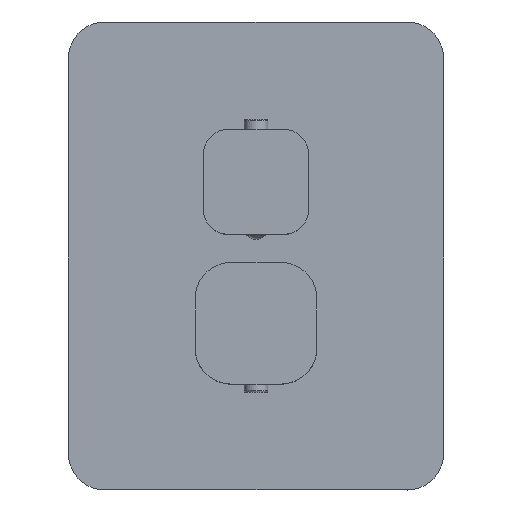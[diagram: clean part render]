
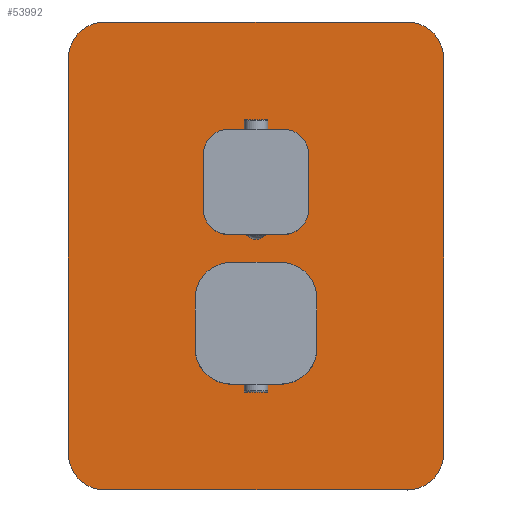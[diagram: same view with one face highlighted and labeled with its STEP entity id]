
A CAD part, top view. The second image highlights one B-rep face of the part: STEP entity #53992.
In plain terms, the highlighted planar face has unit normal (0, 0, 1).
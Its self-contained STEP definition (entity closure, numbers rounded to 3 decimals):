
#53713=CARTESIAN_POINT('',(-62.,87.2,92.));
#53714=DIRECTION('',(0.,0.,1.));
#53715=DIRECTION('',(0.,1.,0.));
#53716=AXIS2_PLACEMENT_3D('',#53713,#53714,#53715);
#53718=DIRECTION('',(-1.,0.,0.));
#53719=VECTOR('',#53718,124.);
#53720=CARTESIAN_POINT('',(62.,102.2,92.));
#53721=LINE('',#53720,#53719);
#53722=CARTESIAN_POINT('',(62.,87.2,92.));
#53723=DIRECTION('',(0.,0.,1.));
#53724=DIRECTION('',(1.,0.,0.));
#53725=AXIS2_PLACEMENT_3D('',#53722,#53723,#53724);
#53727=DIRECTION('',(0.,1.,0.));
#53728=VECTOR('',#53727,162.);
#53729=CARTESIAN_POINT('',(77.,-74.8,92.));
#53730=LINE('',#53729,#53728);
#53731=CARTESIAN_POINT('',(62.,-74.8,92.));
#53732=DIRECTION('',(0.,0.,1.));
#53733=DIRECTION('',(0.,-1.,0.));
#53734=AXIS2_PLACEMENT_3D('',#53731,#53732,#53733);
#53736=DIRECTION('',(1.,0.,0.));
#53737=VECTOR('',#53736,124.);
#53738=CARTESIAN_POINT('',(-62.,-89.8,92.));
#53739=LINE('',#53738,#53737);
#53740=CARTESIAN_POINT('',(-62.,-74.8,92.));
#53741=DIRECTION('',(0.,0.,1.));
#53742=DIRECTION('',(-1.,0.,0.));
#53743=AXIS2_PLACEMENT_3D('',#53740,#53741,#53742);
#53745=DIRECTION('',(0.,-1.,0.));
#53746=VECTOR('',#53745,162.);
#53747=CARTESIAN_POINT('',(-77.,87.2,92.));
#53748=LINE('',#53747,#53746);
#53749=CARTESIAN_POINT('',(0.,-21.5,92.));
#53750=DIRECTION('',(0.,0.,-1.));
#53751=DIRECTION('',(1.,0.,0.));
#53752=AXIS2_PLACEMENT_3D('',#53749,#53750,#53751);
#53754=CARTESIAN_POINT('',(0.,-21.5,92.));
#53755=DIRECTION('',(0.,0.,-1.));
#53756=DIRECTION('',(-1.,0.,0.));
#53757=AXIS2_PLACEMENT_3D('',#53754,#53755,#53756);
#53759=CARTESIAN_POINT('',(0.,36.5,92.));
#53760=DIRECTION('',(0.,0.,-1.));
#53761=DIRECTION('',(1.,0.,0.));
#53762=AXIS2_PLACEMENT_3D('',#53759,#53760,#53761);
#53764=CARTESIAN_POINT('',(0.,36.5,92.));
#53765=DIRECTION('',(0.,0.,-1.));
#53766=DIRECTION('',(-1.,0.,0.));
#53767=AXIS2_PLACEMENT_3D('',#53764,#53765,#53766);
#53809=CARTESIAN_POINT('',(24.4,-21.5,92.));
#53810=CARTESIAN_POINT('',(-24.4,-21.5,92.));
#53811=VERTEX_POINT('',#53809);
#53812=VERTEX_POINT('',#53810);
#53817=CARTESIAN_POINT('',(20.9,36.5,92.));
#53818=CARTESIAN_POINT('',(-20.9,36.5,92.));
#53819=VERTEX_POINT('',#53817);
#53820=VERTEX_POINT('',#53818);
#53837=CARTESIAN_POINT('',(-77.,87.2,92.));
#53838=CARTESIAN_POINT('',(-77.,-74.8,92.));
#53839=VERTEX_POINT('',#53837);
#53840=VERTEX_POINT('',#53838);
#53841=CARTESIAN_POINT('',(-62.,-89.8,92.));
#53842=CARTESIAN_POINT('',(62.,-89.8,92.));
#53843=VERTEX_POINT('',#53841);
#53844=VERTEX_POINT('',#53842);
#53845=CARTESIAN_POINT('',(77.,-74.8,92.));
#53846=CARTESIAN_POINT('',(77.,87.2,92.));
#53847=VERTEX_POINT('',#53845);
#53848=VERTEX_POINT('',#53846);
#53849=CARTESIAN_POINT('',(62.,102.2,92.));
#53850=CARTESIAN_POINT('',(-62.,102.2,92.));
#53851=VERTEX_POINT('',#53849);
#53852=VERTEX_POINT('',#53850);
#53960=CARTESIAN_POINT('',(0.,6.2,92.));
#53961=DIRECTION('',(0.,0.,1.));
#53962=DIRECTION('',(1.,0.,0.));
#53963=AXIS2_PLACEMENT_3D('',#53960,#53961,#53962);
#53964=PLANE('',#53963);
#53965=ORIENTED_EDGE('',*,*,#53926,.F.);
#53966=ORIENTED_EDGE('',*,*,#53947,.F.);
#53967=ORIENTED_EDGE('',*,*,#53862,.F.);
#53969=ORIENTED_EDGE('',*,*,#53968,.F.);
#53971=ORIENTED_EDGE('',*,*,#53970,.F.);
#53973=ORIENTED_EDGE('',*,*,#53972,.F.);
#53975=ORIENTED_EDGE('',*,*,#53974,.F.);
#53977=ORIENTED_EDGE('',*,*,#53976,.F.);
#53978=EDGE_LOOP('',(#53965,#53966,#53967,#53969,#53971,#53973,#53975,#53977));
#53979=FACE_OUTER_BOUND('',#53978,.F.);
#53981=ORIENTED_EDGE('',*,*,#53980,.F.);
#53983=ORIENTED_EDGE('',*,*,#53982,.F.);
#53984=EDGE_LOOP('',(#53981,#53983));
#53985=FACE_BOUND('',#53984,.F.);
#53987=ORIENTED_EDGE('',*,*,#53986,.F.);
#53989=ORIENTED_EDGE('',*,*,#53988,.F.);
#53990=EDGE_LOOP('',(#53987,#53989));
#53991=FACE_BOUND('',#53990,.F.);
#53992=ADVANCED_FACE('',(#53979,#53985,#53991),#53964,.T.);
#53717=CIRCLE('',#53716,15.);
#53726=CIRCLE('',#53725,15.);
#53735=CIRCLE('',#53734,15.);
#53744=CIRCLE('',#53743,15.);
#53753=CIRCLE('',#53752,24.4);
#53758=CIRCLE('',#53757,24.4);
#53763=CIRCLE('',#53762,20.9);
#53768=CIRCLE('',#53767,20.9);
#53862=EDGE_CURVE('',#53848,#53851,#53726,.T.);
#53926=EDGE_CURVE('',#53852,#53839,#53717,.T.);
#53947=EDGE_CURVE('',#53851,#53852,#53721,.T.);
#53968=EDGE_CURVE('',#53847,#53848,#53730,.T.);
#53970=EDGE_CURVE('',#53844,#53847,#53735,.T.);
#53972=EDGE_CURVE('',#53843,#53844,#53739,.T.);
#53974=EDGE_CURVE('',#53840,#53843,#53744,.T.);
#53976=EDGE_CURVE('',#53839,#53840,#53748,.T.);
#53980=EDGE_CURVE('',#53811,#53812,#53753,.T.);
#53982=EDGE_CURVE('',#53812,#53811,#53758,.T.);
#53986=EDGE_CURVE('',#53819,#53820,#53763,.T.);
#53988=EDGE_CURVE('',#53820,#53819,#53768,.T.);
